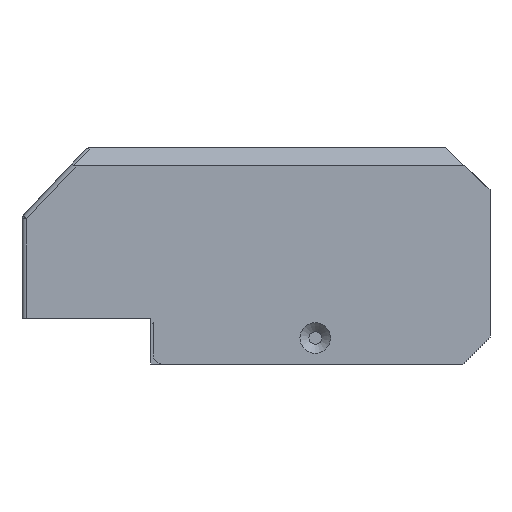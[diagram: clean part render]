
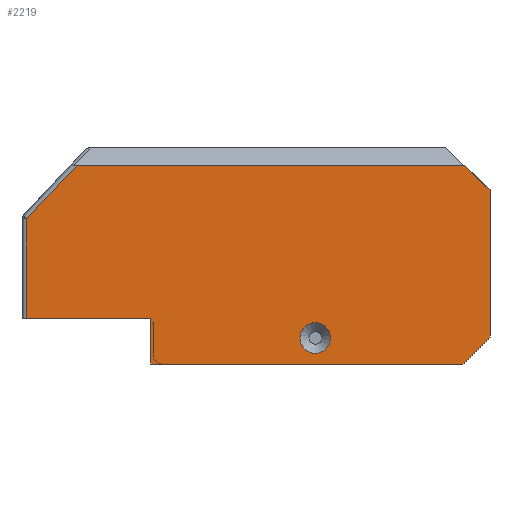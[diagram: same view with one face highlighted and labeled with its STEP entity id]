
A CAD part, left-side view. The second image highlights one B-rep face of the part: STEP entity #2219.
In plain terms, the highlighted planar face has unit normal (-1, 0, 0).
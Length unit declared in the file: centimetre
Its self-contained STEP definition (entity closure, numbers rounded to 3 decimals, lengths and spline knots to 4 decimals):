
#60=LINE($,#3171,#317);
#61=LINE($,#3173,#318);
#62=LINE($,#3175,#319);
#63=LINE($,#3177,#320);
#64=LINE($,#3179,#321);
#65=LINE($,#3181,#322);
#66=LINE($,#3183,#323);
#67=LINE($,#3185,#324);
#68=LINE($,#3186,#325);
#317=VECTOR($,#2544,0.8485);
#318=VECTOR($,#2545,3.2698);
#319=VECTOR($,#2546,0.7745);
#320=VECTOR($,#2547,8.6329);
#321=VECTOR($,#2548,1.6106);
#322=VECTOR($,#2549,2.2146);
#323=VECTOR($,#2550,2.7625);
#324=VECTOR($,#2551,1.0113);
#325=VECTOR($,#2552,6.9375);
#574=PLANE($,#2350);
#689=FACE_BOUND($,#832,.T.);
#709=FACE_OUTER_BOUND($,#831,.T.);
#831=EDGE_LOOP($,(#1553,#1554,#1555,#1556,#1557,#1558,#1559,#1560,#1561));
#832=EDGE_LOOP($,(#1562));
#968=CIRCLE($,#2347,0.34);
#1000=VERTEX_POINT($,#3163);
#1002=VERTEX_POINT($,#3169);
#1003=VERTEX_POINT($,#3170);
#1004=VERTEX_POINT($,#3172);
#1005=VERTEX_POINT($,#3174);
#1006=VERTEX_POINT($,#3176);
#1007=VERTEX_POINT($,#3178);
#1008=VERTEX_POINT($,#3180);
#1009=VERTEX_POINT($,#3182);
#1010=VERTEX_POINT($,#3184);
#1219=EDGE_CURVE($,#1000,#1000,#968,.T.);
#1221=EDGE_CURVE($,#1002,#1003,#60,.T.);
#1222=EDGE_CURVE($,#1004,#1002,#61,.T.);
#1223=EDGE_CURVE($,#1004,#1005,#62,.T.);
#1224=EDGE_CURVE($,#1006,#1005,#63,.T.);
#1225=EDGE_CURVE($,#1007,#1006,#64,.T.);
#1226=EDGE_CURVE($,#1008,#1007,#65,.T.);
#1227=EDGE_CURVE($,#1008,#1009,#66,.F.);
#1228=EDGE_CURVE($,#1009,#1010,#67,.T.);
#1229=EDGE_CURVE($,#1003,#1010,#68,.T.);
#1553=ORIENTED_EDGE($,*,*,#1221,.F.);
#1554=ORIENTED_EDGE($,*,*,#1222,.F.);
#1555=ORIENTED_EDGE($,*,*,#1223,.T.);
#1556=ORIENTED_EDGE($,*,*,#1224,.F.);
#1557=ORIENTED_EDGE($,*,*,#1225,.F.);
#1558=ORIENTED_EDGE($,*,*,#1226,.F.);
#1559=ORIENTED_EDGE($,*,*,#1227,.T.);
#1560=ORIENTED_EDGE($,*,*,#1228,.T.);
#1561=ORIENTED_EDGE($,*,*,#1229,.F.);
#1562=ORIENTED_EDGE($,*,*,#1219,.F.);
#2219=ADVANCED_FACE($,(#709,#689),#574,.F.);
#2347=AXIS2_PLACEMENT_3D($,#3164,#2536,#2537);
#2350=AXIS2_PLACEMENT_3D($,#3168,#2542,#2543);
#2536=DIRECTION('center_axis',(-1.,0.,0.));
#2537=DIRECTION('ref_axis',(0.,0.,1.));
#2542=DIRECTION('center_axis',(1.,0.,0.));
#2543=DIRECTION('ref_axis',(0.,0.,-1.));
#2544=DIRECTION($,(0.,0.707,-0.707));
#2545=DIRECTION($,(0.,0.,-1.));
#2546=DIRECTION($,(0.,0.729,0.685));
#2547=DIRECTION($,(0.,-1.,0.));
#2548=DIRECTION($,(0.,-0.685,0.729));
#2549=DIRECTION($,(0.,0.,1.));
#2550=DIRECTION($,(0.,1.,0.));
#2551=DIRECTION($,(0.,0.,-1.));
#2552=DIRECTION($,(0.,1.,0.));
#3163=CARTESIAN_POINT('',(-18.4081,11.73,4.2468));
#3164=CARTESIAN_POINT('Origin',(-18.4081,11.73,4.5868));
#3168=CARTESIAN_POINT('Origin',(-18.4081,13.4969,6.4087));
#3169=CARTESIAN_POINT('',(-18.4081,7.8469,4.6087));
#3170=CARTESIAN_POINT('',(-18.4081,8.4469,4.0087));
#3171=CARTESIAN_POINT($,(-18.4081,8.9594,3.4962));
#3172=CARTESIAN_POINT('',(-18.4081,7.8469,7.8785));
#3173=CARTESIAN_POINT($,(-18.4081,7.8469,6.4087));
#3174=CARTESIAN_POINT('',(-18.4081,8.4115,8.4087));
#3175=CARTESIAN_POINT($,(-18.4081,9.4017,9.3385));
#3176=CARTESIAN_POINT('',(-18.4081,17.0444,8.4087));
#3177=CARTESIAN_POINT($,(-18.4081,13.4969,8.4087));
#3178=CARTESIAN_POINT('',(-18.4081,18.1469,7.2346));
#3179=CARTESIAN_POINT($,(-18.4081,16.7147,8.7597));
#3180=CARTESIAN_POINT('',(-18.4081,18.1469,5.02));
#3181=CARTESIAN_POINT($,(-18.4081,18.1469,6.4087));
#3182=CARTESIAN_POINT('',(-18.4081,15.3844,5.02));
#3183=CARTESIAN_POINT($,(-18.4081,15.5906,5.02));
#3184=CARTESIAN_POINT('',(-18.4081,15.3844,4.0087));
#3185=CARTESIAN_POINT($,(-18.4081,15.3844,5.2543));
#3186=CARTESIAN_POINT($,(-18.4081,13.4969,4.0087));
